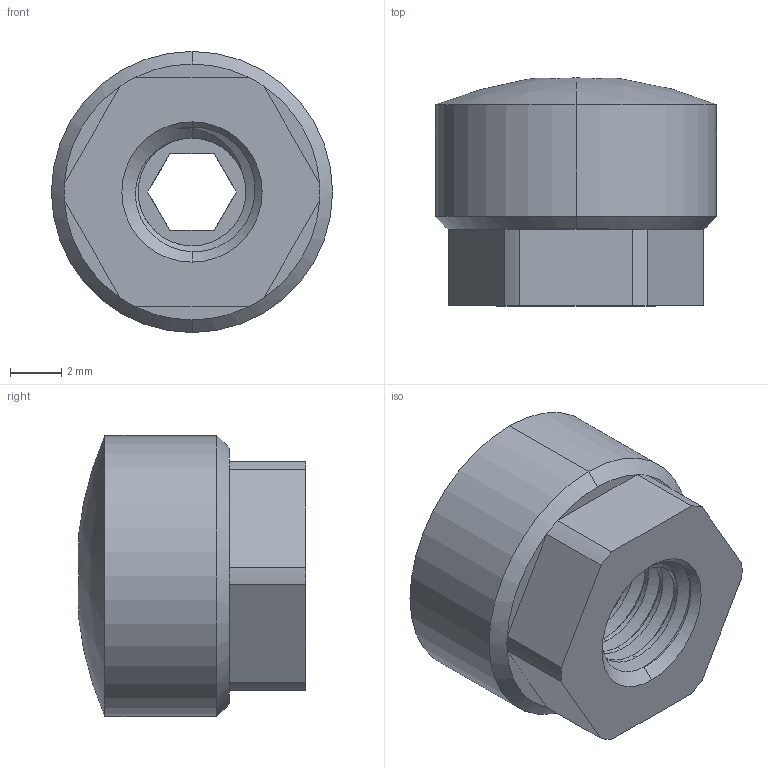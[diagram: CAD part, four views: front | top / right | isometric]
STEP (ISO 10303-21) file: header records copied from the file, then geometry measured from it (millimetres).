
FILE_DESCRIPTION (( 'STEP AP214' ), '1' );
FILE_NAME ('MS5003.STEP', '2020-09-11T20:08:04', ( '' ), ( '' ), 'SwSTEP 2.0', 'SolidWorks 2020', '' );
FILE_SCHEMA (( 'AUTOMOTIVE_DESIGN' ));
Length unit declared in the file: inch
Products named in the file (1): MS5003
Bounding box: 11 x 8.91 x 11 mm (x, y, z)
Volume: 605.7 mm3; surface area: 574.4 mm2
Topology: 1 solids, 1 shells, 52 faces, 131 edges, 81 vertices
Faces by surface type: cylinder 21, plane 21, cone 5, bspline 3, sphere 2
Entity records: 2872 total; most frequent: CARTESIAN_POINT 1648, ORIENTED_EDGE 262, DIRECTION 241, EDGE_CURVE 131, AXIS2_PLACEMENT_3D 91, VERTEX_POINT 81, VECTOR 59, LINE 59
